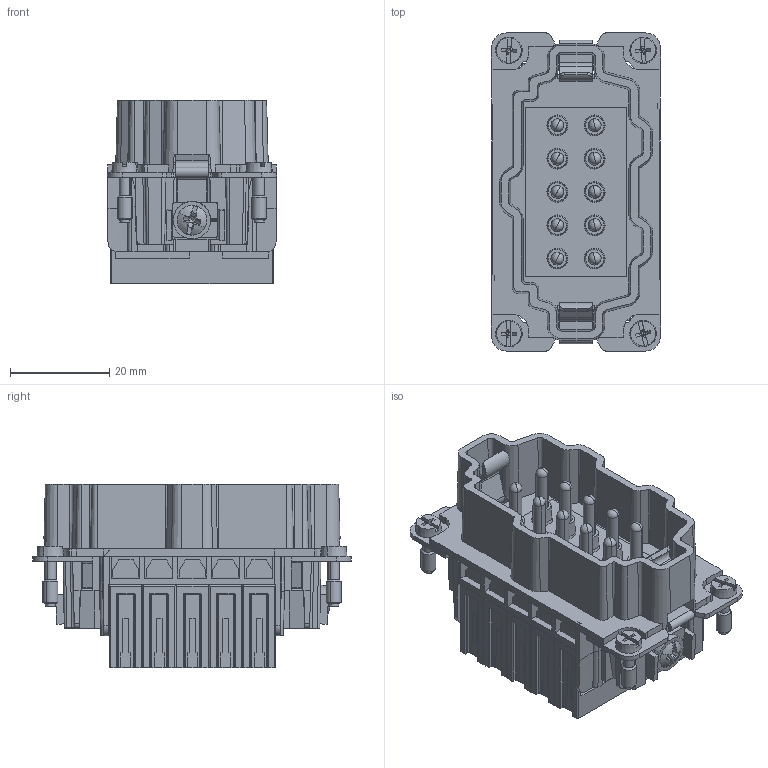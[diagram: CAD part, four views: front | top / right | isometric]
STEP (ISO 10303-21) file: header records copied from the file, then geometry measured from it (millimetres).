
FILE_DESCRIPTION(('CATIA V5 STEP Exchange','CAx-IF Rec.Pracs.--- Model Styling and Organization---1.4--- 2014-01-23'),'2;1');
FILE_NAME ('D1463122_4', '2023-03-06T09:04:36+00:00', ('none'), ('Weidmueller'), 'CATIA Version 5-6 Release 2016 SP3 HF44', 'CATIA V5 STEP AP214', 'none');
FILE_SCHEMA(('AUTOMOTIVE_DESIGN { 1 0 10303 214 1 1 1 1 }'));
Products named in the file (1): 2535080000
Bounding box: 34 x 64 x 36.9 mm (x, y, z)
Volume: 42108.3 mm3; surface area: 35165.6 mm2
Topology: 34 solids, 44 shells, 2869 faces, 7870 edges, 5174 vertices
Faces by surface type: plane 1638, cylinder 844, cone 271, torus 78, extrusion 20, sphere 12, bspline 6
Entity records: 87916 total; most frequent: CARTESIAN_POINT 19322, ORIENTED_EDGE 15698, DIRECTION 11481, EDGE_CURVE 7849, VERTEX_POINT 5174, VECTOR 5102, LINE 5082, AXIS2_PLACEMENT_3D 4182
